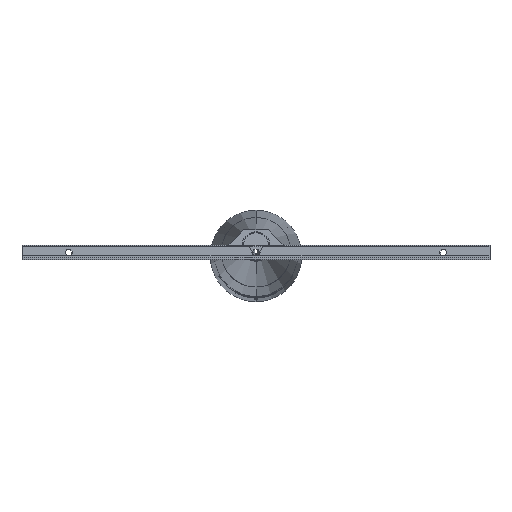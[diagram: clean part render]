
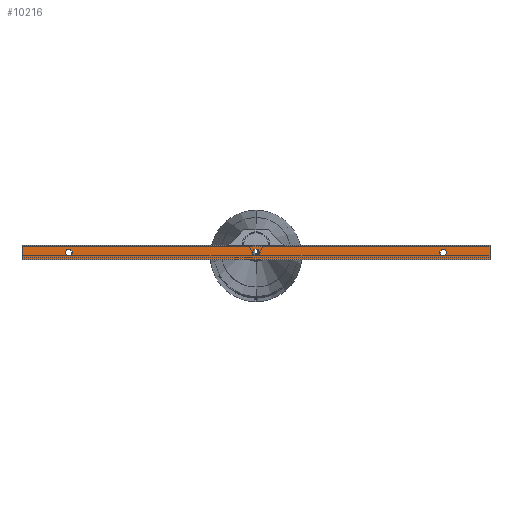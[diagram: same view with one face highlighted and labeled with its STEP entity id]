
A CAD part, top view. The second image highlights one B-rep face of the part: STEP entity #10216.
In plain terms, the highlighted face is planar.
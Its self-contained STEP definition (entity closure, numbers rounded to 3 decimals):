
#241 = EDGE_CURVE ( 'NONE', #4927, #7391, #2808, .T. ) ;
#325 = DIRECTION ( 'NONE',  ( 0., -1., 0. ) ) ;
#382 = DIRECTION ( 'NONE',  ( 0., 0., -1. ) ) ;
#532 = DIRECTION ( 'NONE',  ( 0., 0., -1. ) ) ;
#706 = DIRECTION ( 'NONE',  ( -1., 0., 0. ) ) ;
#774 = CARTESIAN_POINT ( 'NONE',  ( 11.5, 80., 600. ) ) ;
#889 = VERTEX_POINT ( 'NONE', #3483 ) ;
#969 = EDGE_CURVE ( 'NONE', #889, #2287, #6797, .T. ) ;
#1120 = ORIENTED_EDGE ( 'NONE', *, *, #9973, .T. ) ;
#1122 = VERTEX_POINT ( 'NONE', #6172 ) ;
#1146 = FACE_BOUND ( 'NONE', #1435, .T. ) ;
#1165 = DIRECTION ( 'NONE',  ( 1., 0., 0. ) ) ;
#1232 = CIRCLE ( 'NONE', #6585, 11. ) ;
#1316 = EDGE_CURVE ( 'NONE', #7391, #4927, #1232, .T. ) ;
#1345 = EDGE_CURVE ( 'NONE', #1761, #1122, #4804, .T. ) ;
#1364 = CARTESIAN_POINT ( 'NONE',  ( 33.5, 80., 0. ) ) ;
#1435 = EDGE_LOOP ( 'NONE', ( #8892, #6413 ) ) ;
#1580 = ORIENTED_EDGE ( 'NONE', *, *, #1316, .F. ) ;
#1597 = CARTESIAN_POINT ( 'NONE',  ( 33.5, 80., 600. ) ) ;
#1659 = AXIS2_PLACEMENT_3D ( 'NONE', #2746, #325, #1165 ) ;
#1761 = VERTEX_POINT ( 'NONE', #1364 ) ;
#1794 = LINE ( 'NONE', #5183, #6863 ) ;
#1831 = PLANE ( 'NONE',  #5796 ) ;
#2287 = VERTEX_POINT ( 'NONE', #2501 ) ;
#2501 = CARTESIAN_POINT ( 'NONE',  ( 0., 80., -750. ) ) ;
#2513 = CARTESIAN_POINT ( 'NONE',  ( 22.5, 80., 0. ) ) ;
#2569 = DIRECTION ( 'NONE',  ( 0., 1., 0. ) ) ;
#2588 = CIRCLE ( 'NONE', #9360, 11. ) ;
#2746 = CARTESIAN_POINT ( 'NONE',  ( 22.5, 80., 600. ) ) ;
#2808 = CIRCLE ( 'NONE', #4213, 11. ) ;
#2835 = DIRECTION ( 'NONE',  ( 1., 0., 0. ) ) ;
#3020 = VECTOR ( 'NONE', #382, 1000. ) ;
#3222 = VERTEX_POINT ( 'NONE', #9698 ) ;
#3366 = EDGE_LOOP ( 'NONE', ( #5474, #4235, #7459, #1120 ) ) ;
#3399 = DIRECTION ( 'NONE',  ( 0., 1., 0. ) ) ;
#3483 = CARTESIAN_POINT ( 'NONE',  ( 45., 80., -750. ) ) ;
#3682 = LINE ( 'NONE', #6363, #3020 ) ;
#3706 = EDGE_CURVE ( 'NONE', #6416, #2287, #3682, .T. ) ;
#4213 = AXIS2_PLACEMENT_3D ( 'NONE', #6687, #11020, #706 ) ;
#4235 = ORIENTED_EDGE ( 'NONE', *, *, #3706, .F. ) ;
#4238 = VERTEX_POINT ( 'NONE', #1597 ) ;
#4526 = ORIENTED_EDGE ( 'NONE', *, *, #241, .F. ) ;
#4804 = CIRCLE ( 'NONE', #6409, 11. ) ;
#4927 = VERTEX_POINT ( 'NONE', #6165 ) ;
#5183 = CARTESIAN_POINT ( 'NONE',  ( 45., 80., 750. ) ) ;
#5212 = EDGE_CURVE ( 'NONE', #4238, #7571, #2588, .T. ) ;
#5223 = DIRECTION ( 'NONE',  ( 0., -1., 0. ) ) ;
#5443 = FACE_OUTER_BOUND ( 'NONE', #3366, .T. ) ;
#5474 = ORIENTED_EDGE ( 'NONE', *, *, #969, .T. ) ;
#5593 = AXIS2_PLACEMENT_3D ( 'NONE', #10229, #6723, #7854 ) ;
#5796 = AXIS2_PLACEMENT_3D ( 'NONE', #10456, #5223, #2835 ) ;
#5847 = CARTESIAN_POINT ( 'NONE',  ( 22.5, 80., -600. ) ) ;
#5901 = DIRECTION ( 'NONE',  ( -1., 0., 0. ) ) ;
#6165 = CARTESIAN_POINT ( 'NONE',  ( 33.5, 80., -600. ) ) ;
#6172 = CARTESIAN_POINT ( 'NONE',  ( 11.5, 80., 0. ) ) ;
#6363 = CARTESIAN_POINT ( 'NONE',  ( 0., 80., 750. ) ) ;
#6409 = AXIS2_PLACEMENT_3D ( 'NONE', #2513, #3399, #5901 ) ;
#6413 = ORIENTED_EDGE ( 'NONE', *, *, #5212, .T. ) ;
#6416 = VERTEX_POINT ( 'NONE', #9829 ) ;
#6585 = AXIS2_PLACEMENT_3D ( 'NONE', #5847, #2569, #9257 ) ;
#6601 = DIRECTION ( 'NONE',  ( 0., -1., 0. ) ) ;
#6687 = CARTESIAN_POINT ( 'NONE',  ( 22.5, 80., -600. ) ) ;
#6710 = DIRECTION ( 'NONE',  ( 1., 0., 0. ) ) ;
#6723 = DIRECTION ( 'NONE',  ( 0., 1., 0. ) ) ;
#6797 = LINE ( 'NONE', #10190, #7270 ) ;
#6825 = CARTESIAN_POINT ( 'NONE',  ( 22.5, 80., 600. ) ) ;
#6834 = EDGE_LOOP ( 'NONE', ( #1580, #4526 ) ) ;
#6863 = VECTOR ( 'NONE', #10310, 1000. ) ;
#7075 = FACE_BOUND ( 'NONE', #6834, .T. ) ;
#7270 = VECTOR ( 'NONE', #7599, 1000. ) ;
#7391 = VERTEX_POINT ( 'NONE', #7699 ) ;
#7459 = ORIENTED_EDGE ( 'NONE', *, *, #9523, .F. ) ;
#7571 = VERTEX_POINT ( 'NONE', #774 ) ;
#7599 = DIRECTION ( 'NONE',  ( -1., 0., 0. ) ) ;
#7695 = EDGE_CURVE ( 'NONE', #7571, #4238, #7917, .T. ) ;
#7699 = CARTESIAN_POINT ( 'NONE',  ( 11.5, 80., -600. ) ) ;
#7854 = DIRECTION ( 'NONE',  ( -1., 0., 0. ) ) ;
#7917 = CIRCLE ( 'NONE', #1659, 11. ) ;
#8032 = EDGE_CURVE ( 'NONE', #1122, #1761, #10391, .T. ) ;
#8892 = ORIENTED_EDGE ( 'NONE', *, *, #7695, .T. ) ;
#9257 = DIRECTION ( 'NONE',  ( -1., 0., 0. ) ) ;
#9360 = AXIS2_PLACEMENT_3D ( 'NONE', #6825, #6601, #6710 ) ;
#9480 = FACE_BOUND ( 'NONE', #9998, .T. ) ;
#9523 = EDGE_CURVE ( 'NONE', #3222, #6416, #1794, .T. ) ;
#9549 = VECTOR ( 'NONE', #532, 1000. ) ;
#9698 = CARTESIAN_POINT ( 'NONE',  ( 45., 80., 750. ) ) ;
#9829 = CARTESIAN_POINT ( 'NONE',  ( 0., 80., 750. ) ) ;
#9865 = CARTESIAN_POINT ( 'NONE',  ( 45., 80., 750. ) ) ;
#9893 = ORIENTED_EDGE ( 'NONE', *, *, #8032, .F. ) ;
#9973 = EDGE_CURVE ( 'NONE', #3222, #889, #10694, .T. ) ;
#9998 = EDGE_LOOP ( 'NONE', ( #9893, #10537 ) ) ;
#10190 = CARTESIAN_POINT ( 'NONE',  ( 45., 80., -750. ) ) ;
#10216 = ADVANCED_FACE ( 'NONE', ( #9480, #7075, #5443, #1146 ), #1831, .F. ) ;
#10229 = CARTESIAN_POINT ( 'NONE',  ( 22.5, 80., 0. ) ) ;
#10310 = DIRECTION ( 'NONE',  ( -1., 0., 0. ) ) ;
#10391 = CIRCLE ( 'NONE', #5593, 11. ) ;
#10456 = CARTESIAN_POINT ( 'NONE',  ( 45., 80., 750. ) ) ;
#10537 = ORIENTED_EDGE ( 'NONE', *, *, #1345, .F. ) ;
#10694 = LINE ( 'NONE', #9865, #9549 ) ;
#11020 = DIRECTION ( 'NONE',  ( 0., 1., 0. ) ) ;
